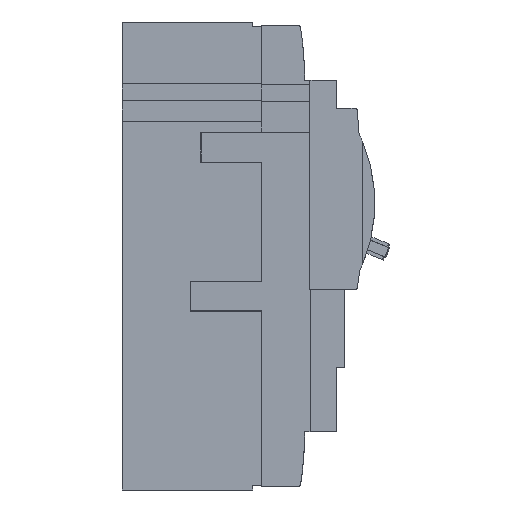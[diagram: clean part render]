
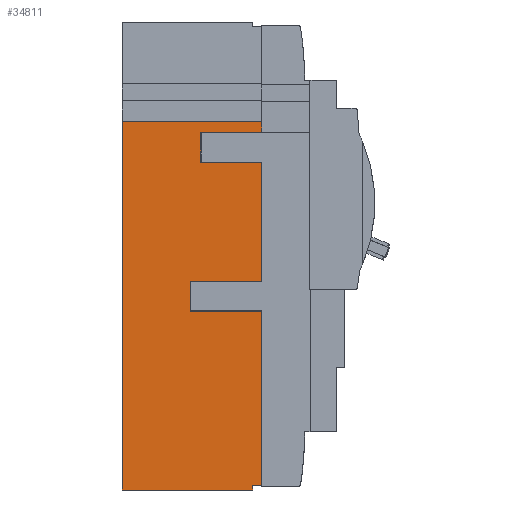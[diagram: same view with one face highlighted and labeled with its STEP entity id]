
A CAD part, left-side view. The second image highlights one B-rep face of the part: STEP entity #34811.
In plain terms, the highlighted planar face has unit normal (-1, 0, 0).
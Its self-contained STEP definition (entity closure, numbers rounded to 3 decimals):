
#15303=EDGE_CURVE('',#32587,#30321,#44401,.T.);
#15429=EDGE_CURVE('',#25723,#20125,#44538,.T.);
#15723=EDGE_CURVE('',#18335,#25723,#44865,.T.);
#16035=EDGE_CURVE('',#34217,#29729,#45204,.T.);
#16465=VERTEX_POINT('',#45670);
#18335=VERTEX_POINT('',#47718);
#20125=VERTEX_POINT('',#49670);
#20243=VERTEX_POINT('',#49795);
#21885=EDGE_CURVE('',#33607,#20125,#51605,.T.);
#22237=EDGE_CURVE('',#40763,#16465,#51979,.T.);
#22835=VERTEX_POINT('',#52627);
#24365=EDGE_CURVE('',#29729,#32587,#54315,.T.);
#25723=VERTEX_POINT('',#55820);
#27153=EDGE_CURVE('',#28229,#16465,#57388,.T.);
#28229=VERTEX_POINT('',#58564);
#28671=EDGE_CURVE('',#22835,#20243,#59049,.T.);
#29729=VERTEX_POINT('',#60211);
#30321=VERTEX_POINT('',#60862);
#31729=VERTEX_POINT('',#62426);
#32587=VERTEX_POINT('',#63365);
#33607=VERTEX_POINT('',#64482);
#34217=VERTEX_POINT('',#65156);
#34421=EDGE_CURVE('',#22835,#31729,#65382,.T.);
#34811=ADVANCED_FACE('',(#65802),#65803,.F.);
#35265=EDGE_CURVE('',#31729,#40763,#66303,.T.);
#39977=EDGE_CURVE('',#33607,#34217,#71505,.T.);
#40763=VERTEX_POINT('',#72354);
#41051=EDGE_CURVE('',#28229,#18335,#72673,.T.);
#43495=EDGE_CURVE('',#20243,#30321,#75343,.T.);
#44401=LINE('',#76600,#76601);
#44538=LINE('',#76796,#76797);
#44865=LINE('',#77290,#77291);
#45204=LINE('',#77782,#77783);
#45670=CARTESIAN_POINT('',(-87.45,-54.,36.195));
#47718=CARTESIAN_POINT('',(-87.45,-26.4,-9.705));
#49670=CARTESIAN_POINT('',(-87.45,-54.,-21.305));
#49795=CARTESIAN_POINT('',(-87.45,-53.999,51.995));
#51605=LINE('',#87006,#87007);
#51979=LINE('',#87552,#87553);
#52627=CARTESIAN_POINT('',(-87.45,-53.999,47.795));
#54315=LINE('',#90903,#90904);
#55820=CARTESIAN_POINT('',(-87.45,-26.4,-21.305));
#57388=LINE('',#95318,#95319);
#58564=CARTESIAN_POINT('',(-87.45,-54.,-9.705));
#59049=LINE('',#97698,#97699);
#60211=CARTESIAN_POINT('',(-87.45,-50.5,-90.505));
#60862=CARTESIAN_POINT('',(-87.45,0.0,51.995));
#62426=CARTESIAN_POINT('',(-87.45,-30.4,47.795));
#63365=CARTESIAN_POINT('',(-87.45,0.0,-90.505));
#64482=CARTESIAN_POINT('',(-87.45,-54.,-88.905));
#65156=CARTESIAN_POINT('',(-87.45,-50.5,-88.905));
#65382=LINE('',#106726,#106727);
#65802=FACE_OUTER_BOUND('',#107360,.T.);
#65803=PLANE('',#107361);
#66303=LINE('',#108094,#108095);
#71505=LINE('',#115651,#115652);
#72354=CARTESIAN_POINT('',(-87.45,-30.4,36.195));
#72673=LINE('',#117372,#117373);
#75343=LINE('',#121214,#121215);
#76600=CARTESIAN_POINT('',(-87.45,0.0,-90.505));
#76601=VECTOR('',#122362,1.0);
#76796=CARTESIAN_POINT('',(-87.45,-26.4,-21.305));
#76797=VECTOR('',#122522,1.0);
#77290=CARTESIAN_POINT('',(-87.45,-26.4,-9.705));
#77291=VECTOR('',#122921,1.0);
#77782=CARTESIAN_POINT('',(-87.45,-50.5,-88.905));
#77783=VECTOR('',#123280,1.0);
#87006=CARTESIAN_POINT('',(-87.45,-54.,-43.521));
#87007=VECTOR('',#129883,1.0);
#87552=CARTESIAN_POINT('',(-87.45,-30.4,36.195));
#87553=VECTOR('',#130184,1.0);
#90903=CARTESIAN_POINT('',(-87.45,-50.5,-90.505));
#90904=VECTOR('',#132746,1.0);
#95318=CARTESIAN_POINT('',(-87.45,-54.,-3.921));
#95319=VECTOR('',#136096,1.0);
#97698=CARTESIAN_POINT('',(-87.45,-53.999,26.979));
#97699=VECTOR('',#137918,1.0);
#106726=CARTESIAN_POINT('',(-87.45,-54.0,47.795));
#106727=VECTOR('',#144800,1.0);
#107360=EDGE_LOOP('',(#145237,#145238,#145239,#145240,#145241,#145242,#145243,#145244,#145245,#145246,#145247,#145248,#145249,#145250));
#107361=AXIS2_PLACEMENT_3D('',#145251,#145252,#145253);
#108094=CARTESIAN_POINT('',(-87.45,-30.4,47.795));
#108095=VECTOR('',#145827,1.0);
#115651=CARTESIAN_POINT('',(-87.45,-54.0,-88.905));
#115652=VECTOR('',#151743,1.0);
#117372=CARTESIAN_POINT('',(-87.45,-54.0,-9.705));
#117373=VECTOR('',#152848,1.0);
#121214=CARTESIAN_POINT('',(-87.45,-12.744,51.995));
#121215=VECTOR('',#155684,1.0);
#122362=DIRECTION('',(0.0,0.0,1.0));
#122522=DIRECTION('',(0.0,-1.0,0.0));
#122921=DIRECTION('',(0.0,0.0,-1.0));
#123280=DIRECTION('',(0.0,0.0,-1.0));
#129883=DIRECTION('',(0.0,0.0,1.0));
#130184=DIRECTION('',(0.0,-1.0,0.0));
#132746=DIRECTION('',(0.0,1.0,0.0));
#136096=DIRECTION('',(0.0,0.0,1.0));
#137918=DIRECTION('',(0.0,0.0,1.0));
#144800=DIRECTION('',(0.0,1.0,0.0));
#145237=ORIENTED_EDGE('',*,*,#21885,.T.);
#145238=ORIENTED_EDGE('',*,*,#15429,.F.);
#145239=ORIENTED_EDGE('',*,*,#15723,.F.);
#145240=ORIENTED_EDGE('',*,*,#41051,.F.);
#145241=ORIENTED_EDGE('',*,*,#27153,.T.);
#145242=ORIENTED_EDGE('',*,*,#22237,.F.);
#145243=ORIENTED_EDGE('',*,*,#35265,.F.);
#145244=ORIENTED_EDGE('',*,*,#34421,.F.);
#145245=ORIENTED_EDGE('',*,*,#28671,.T.);
#145246=ORIENTED_EDGE('',*,*,#43495,.T.);
#145247=ORIENTED_EDGE('',*,*,#15303,.F.);
#145248=ORIENTED_EDGE('',*,*,#24365,.F.);
#145249=ORIENTED_EDGE('',*,*,#16035,.F.);
#145250=ORIENTED_EDGE('',*,*,#39977,.F.);
#145251=CARTESIAN_POINT('',(-87.45,-28.469,1.963));
#145252=DIRECTION('',(1.0,0.0,0.0));
#145253=DIRECTION('',(0.0,1.0,0.0));
#145827=DIRECTION('',(0.0,0.0,-1.0));
#151743=DIRECTION('',(0.0,1.0,0.0));
#152848=DIRECTION('',(0.0,1.0,0.0));
#155684=DIRECTION('',(-0.0,1.0,0.0));
